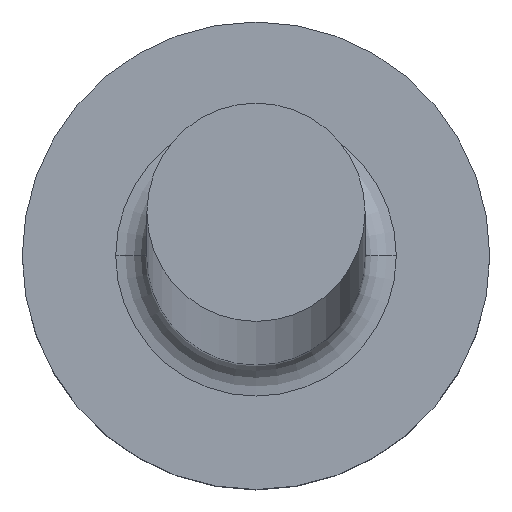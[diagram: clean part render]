
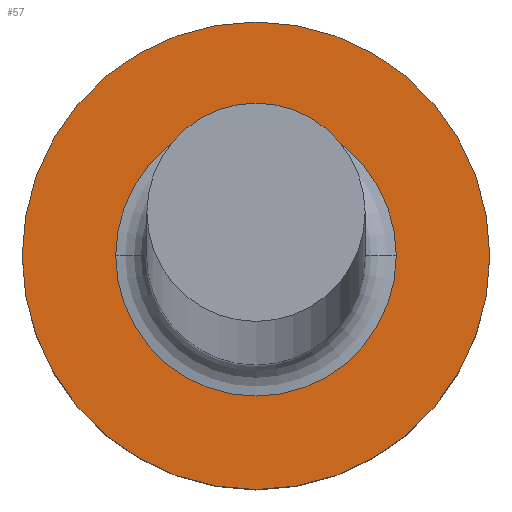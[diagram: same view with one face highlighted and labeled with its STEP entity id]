
A CAD part, top view. The second image highlights one B-rep face of the part: STEP entity #57.
In plain terms, the highlighted planar face has unit normal (0, 0, 1).
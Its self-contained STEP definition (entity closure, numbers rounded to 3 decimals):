
#2 = CIRCLE ( 'NONE', #175, 1.5 ) ;
#15 = ORIENTED_EDGE ( 'NONE', *, *, #265, .T. ) ;
#16 = AXIS2_PLACEMENT_3D ( 'NONE', #259, #67, #117 ) ;
#42 = ORIENTED_EDGE ( 'NONE', *, *, #215, .T. ) ;
#57 = ADVANCED_FACE ( 'NONE', ( #296, #181 ), #60, .T. ) ;
#60 = PLANE ( 'NONE',  #140 ) ;
#67 = DIRECTION ( 'NONE',  ( 0., 0., -1. ) ) ;
#74 = CIRCLE ( 'NONE', #144, 0.9 ) ;
#78 = CARTESIAN_POINT ( 'NONE',  ( 0.9, 0., 1.5 ) ) ;
#86 = VERTEX_POINT ( 'NONE', #78 ) ;
#89 = CARTESIAN_POINT ( 'NONE',  ( -0.9, 0., 1.5 ) ) ;
#103 = DIRECTION ( 'NONE',  ( 1., 0., 0. ) ) ;
#109 = ORIENTED_EDGE ( 'NONE', *, *, #135, .T. ) ;
#117 = DIRECTION ( 'NONE',  ( 1., 0., 0. ) ) ;
#125 = CARTESIAN_POINT ( 'NONE',  ( 0., 0., 1.5 ) ) ;
#128 = VERTEX_POINT ( 'NONE', #154 ) ;
#131 = VERTEX_POINT ( 'NONE', #249 ) ;
#133 = CARTESIAN_POINT ( 'NONE',  ( 0., 0., 1.5 ) ) ;
#135 = EDGE_CURVE ( 'NONE', #131, #128, #2, .T. ) ;
#139 = DIRECTION ( 'NONE',  ( 1., 0., 0. ) ) ;
#140 = AXIS2_PLACEMENT_3D ( 'NONE', #125, #223, #103 ) ;
#144 = AXIS2_PLACEMENT_3D ( 'NONE', #133, #212, #231 ) ;
#154 = CARTESIAN_POINT ( 'NONE',  ( 1.5, 0., 1.5 ) ) ;
#157 = DIRECTION ( 'NONE',  ( 1., 0., 0. ) ) ;
#164 = DIRECTION ( 'NONE',  ( 0., 0., 1. ) ) ;
#175 = AXIS2_PLACEMENT_3D ( 'NONE', #227, #279, #157 ) ;
#181 = FACE_OUTER_BOUND ( 'NONE', #210, .T. ) ;
#183 = CIRCLE ( 'NONE', #301, 1.5 ) ;
#210 = EDGE_LOOP ( 'NONE', ( #109, #15 ) ) ;
#212 = DIRECTION ( 'NONE',  ( 0., 0., -1. ) ) ;
#215 = EDGE_CURVE ( 'NONE', #232, #86, #74, .T. ) ;
#223 = DIRECTION ( 'NONE',  ( 0., 0., 1. ) ) ;
#224 = EDGE_CURVE ( 'NONE', #86, #232, #278, .T. ) ;
#227 = CARTESIAN_POINT ( 'NONE',  ( 0., 0., 1.5 ) ) ;
#231 = DIRECTION ( 'NONE',  ( 1., 0., 0. ) ) ;
#232 = VERTEX_POINT ( 'NONE', #89 ) ;
#249 = CARTESIAN_POINT ( 'NONE',  ( -1.5, 0., 1.5 ) ) ;
#256 = EDGE_LOOP ( 'NONE', ( #275, #42 ) ) ;
#259 = CARTESIAN_POINT ( 'NONE',  ( 0., 0., 1.5 ) ) ;
#261 = CARTESIAN_POINT ( 'NONE',  ( 0., 0., 1.5 ) ) ;
#265 = EDGE_CURVE ( 'NONE', #128, #131, #183, .T. ) ;
#275 = ORIENTED_EDGE ( 'NONE', *, *, #224, .T. ) ;
#278 = CIRCLE ( 'NONE', #16, 0.9 ) ;
#279 = DIRECTION ( 'NONE',  ( 0., 0., 1. ) ) ;
#296 = FACE_BOUND ( 'NONE', #256, .T. ) ;
#301 = AXIS2_PLACEMENT_3D ( 'NONE', #261, #164, #139 ) ;
